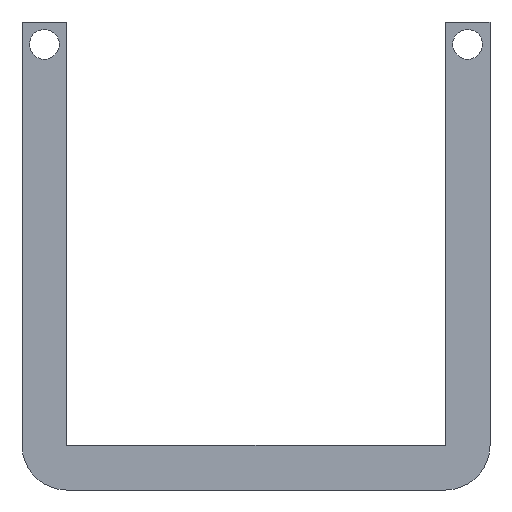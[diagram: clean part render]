
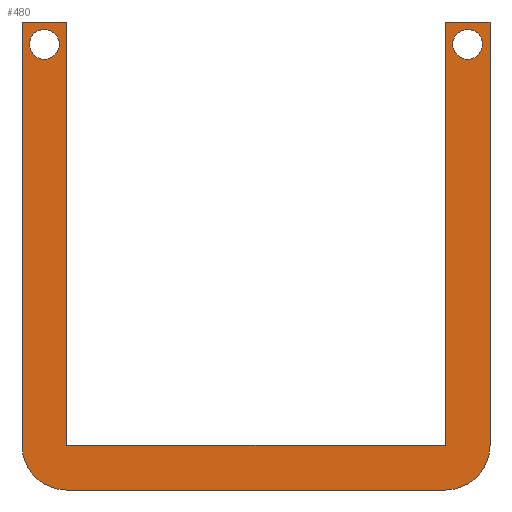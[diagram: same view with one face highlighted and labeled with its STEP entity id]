
A CAD part, front view. The second image highlights one B-rep face of the part: STEP entity #480.
In plain terms, the highlighted planar face has unit normal (0, -1, 0).
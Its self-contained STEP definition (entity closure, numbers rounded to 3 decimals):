
#1=CARTESIAN_POINT('',(-2.5,0.,2.5));
#2=DIRECTION('',(0.,1.,0.));
#3=DIRECTION('',(1.,0.,0.));
#4=AXIS2_PLACEMENT_3D('',#1,#2,#3);
#6=CARTESIAN_POINT('',(-2.5,0.,2.5));
#7=DIRECTION('',(0.,1.,0.));
#8=DIRECTION('',(-1.,0.,0.));
#9=AXIS2_PLACEMENT_3D('',#6,#7,#8);
#11=CARTESIAN_POINT('',(44.8,0.,2.5));
#12=DIRECTION('',(0.,1.,0.));
#13=DIRECTION('',(1.,0.,0.));
#14=AXIS2_PLACEMENT_3D('',#11,#12,#13);
#16=CARTESIAN_POINT('',(44.8,0.,2.5));
#17=DIRECTION('',(0.,1.,0.));
#18=DIRECTION('',(-1.,0.,0.));
#19=AXIS2_PLACEMENT_3D('',#16,#17,#18);
#21=CARTESIAN_POINT('',(0.,0.,-42.3));
#22=DIRECTION('',(0.,-1.,0.));
#23=DIRECTION('',(-1.,0.,0.));
#24=AXIS2_PLACEMENT_3D('',#21,#22,#23);
#26=DIRECTION('',(1.,0.,0.));
#27=VECTOR('',#26,5.);
#28=CARTESIAN_POINT('',(-5.,0.,5.));
#29=LINE('',#28,#27);
#30=DIRECTION('',(1.,0.,0.));
#31=VECTOR('',#30,42.3);
#32=CARTESIAN_POINT('',(0.,0.,-42.3));
#33=LINE('',#32,#31);
#34=DIRECTION('',(0.,0.,1.));
#35=VECTOR('',#34,47.3);
#36=CARTESIAN_POINT('',(42.3,0.,-42.3));
#37=LINE('',#36,#35);
#38=DIRECTION('',(1.,0.,0.));
#39=VECTOR('',#38,5.);
#40=CARTESIAN_POINT('',(42.3,0.,5.));
#41=LINE('',#40,#39);
#42=DIRECTION('',(0.,0.,-1.));
#43=VECTOR('',#42,47.3);
#44=CARTESIAN_POINT('',(47.3,0.,5.));
#45=LINE('',#44,#43);
#46=CARTESIAN_POINT('',(42.3,0.,-42.3));
#47=DIRECTION('',(0.,-1.,0.));
#48=DIRECTION('',(0.,0.,-1.));
#49=AXIS2_PLACEMENT_3D('',#46,#47,#48);
#51=DIRECTION('',(-1.,0.,0.));
#52=VECTOR('',#51,42.3);
#53=CARTESIAN_POINT('',(42.3,0.,-47.3));
#54=LINE('',#53,#52);
#247=DIRECTION('',(0.,0.,1.));
#248=VECTOR('',#247,47.3);
#249=CARTESIAN_POINT('',(0.,0.,-42.3));
#250=LINE('',#249,#248);
#291=DIRECTION('',(0.,0.,-1.));
#292=VECTOR('',#291,47.3);
#293=CARTESIAN_POINT('',(-5.,0.,5.));
#294=LINE('',#293,#292);
#337=CARTESIAN_POINT('',(42.3,0.,-42.3));
#338=CARTESIAN_POINT('',(42.3,0.,5.));
#339=VERTEX_POINT('',#337);
#340=VERTEX_POINT('',#338);
#341=CARTESIAN_POINT('',(47.3,0.,5.));
#342=VERTEX_POINT('',#341);
#343=CARTESIAN_POINT('',(-5.,0.,5.));
#344=CARTESIAN_POINT('',(0.,0.,5.));
#345=VERTEX_POINT('',#343);
#346=VERTEX_POINT('',#344);
#347=CARTESIAN_POINT('',(0.,0.,-42.3));
#348=VERTEX_POINT('',#347);
#361=CARTESIAN_POINT('',(-0.835,0.,2.5));
#362=CARTESIAN_POINT('',(-4.165,0.,2.5));
#363=VERTEX_POINT('',#361);
#364=VERTEX_POINT('',#362);
#365=CARTESIAN_POINT('',(46.465,0.,2.5));
#366=CARTESIAN_POINT('',(43.135,0.,2.5));
#367=VERTEX_POINT('',#365);
#368=VERTEX_POINT('',#366);
#377=CARTESIAN_POINT('',(-5.,0.,-42.3));
#378=CARTESIAN_POINT('',(0.,0.,-47.3));
#379=VERTEX_POINT('',#377);
#380=VERTEX_POINT('',#378);
#385=CARTESIAN_POINT('',(42.3,0.,-47.3));
#386=CARTESIAN_POINT('',(47.3,0.,-42.3));
#387=VERTEX_POINT('',#385);
#388=VERTEX_POINT('',#386);
#441=CARTESIAN_POINT('',(0.,0.,0.));
#442=DIRECTION('',(0.,1.,0.));
#443=DIRECTION('',(1.,0.,0.));
#444=AXIS2_PLACEMENT_3D('',#441,#442,#443);
#445=PLANE('',#444);
#447=ORIENTED_EDGE('',*,*,#446,.F.);
#449=ORIENTED_EDGE('',*,*,#448,.F.);
#451=ORIENTED_EDGE('',*,*,#450,.T.);
#453=ORIENTED_EDGE('',*,*,#452,.F.);
#455=ORIENTED_EDGE('',*,*,#454,.T.);
#457=ORIENTED_EDGE('',*,*,#456,.T.);
#459=ORIENTED_EDGE('',*,*,#458,.T.);
#461=ORIENTED_EDGE('',*,*,#460,.T.);
#463=ORIENTED_EDGE('',*,*,#462,.F.);
#465=ORIENTED_EDGE('',*,*,#464,.T.);
#466=EDGE_LOOP('',(#447,#449,#451,#453,#455,#457,#459,#461,#463,#465));
#467=FACE_OUTER_BOUND('',#466,.F.);
#469=ORIENTED_EDGE('',*,*,#468,.F.);
#471=ORIENTED_EDGE('',*,*,#470,.F.);
#472=EDGE_LOOP('',(#469,#471));
#473=FACE_BOUND('',#472,.F.);
#475=ORIENTED_EDGE('',*,*,#474,.F.);
#477=ORIENTED_EDGE('',*,*,#476,.F.);
#478=EDGE_LOOP('',(#475,#477));
#479=FACE_BOUND('',#478,.F.);
#480=ADVANCED_FACE('',(#467,#473,#479),#445,.F.);
#5=CIRCLE('',#4,1.665);
#10=CIRCLE('',#9,1.665);
#15=CIRCLE('',#14,1.665);
#20=CIRCLE('',#19,1.665);
#25=CIRCLE('',#24,5.);
#50=CIRCLE('',#49,5.);
#446=EDGE_CURVE('',#379,#380,#25,.T.);
#448=EDGE_CURVE('',#345,#379,#294,.T.);
#450=EDGE_CURVE('',#345,#346,#29,.T.);
#452=EDGE_CURVE('',#348,#346,#250,.T.);
#454=EDGE_CURVE('',#348,#339,#33,.T.);
#456=EDGE_CURVE('',#339,#340,#37,.T.);
#458=EDGE_CURVE('',#340,#342,#41,.T.);
#460=EDGE_CURVE('',#342,#388,#45,.T.);
#462=EDGE_CURVE('',#387,#388,#50,.T.);
#464=EDGE_CURVE('',#387,#380,#54,.T.);
#468=EDGE_CURVE('',#367,#368,#15,.T.);
#470=EDGE_CURVE('',#368,#367,#20,.T.);
#474=EDGE_CURVE('',#363,#364,#5,.T.);
#476=EDGE_CURVE('',#364,#363,#10,.T.);
